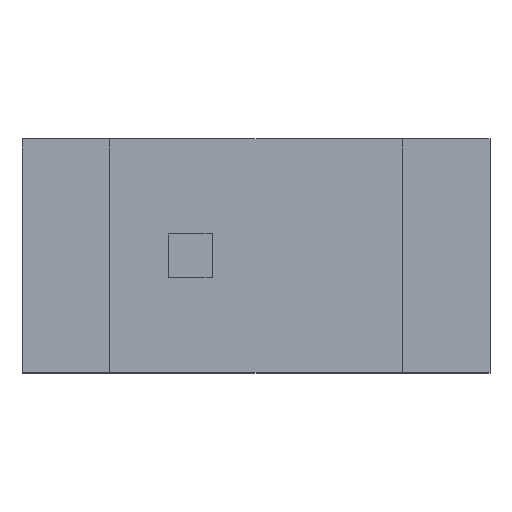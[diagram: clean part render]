
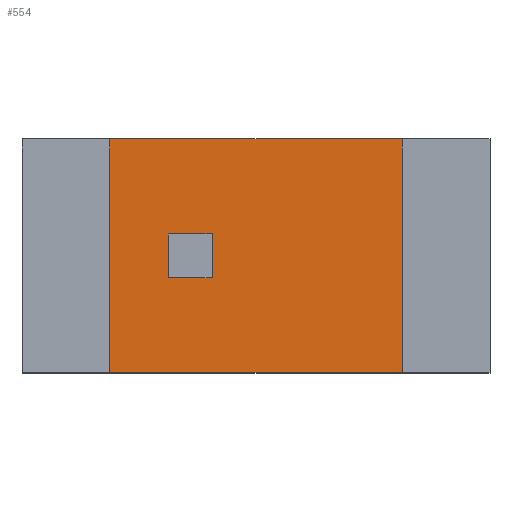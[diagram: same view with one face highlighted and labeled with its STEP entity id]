
A CAD part, top view. The second image highlights one B-rep face of the part: STEP entity #554.
In plain terms, the highlighted planar face has unit normal (0, 0, 1).
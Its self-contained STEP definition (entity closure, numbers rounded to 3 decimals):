
#50=FACE_OUTER_BOUND('',#82,.T.);
#82=EDGE_LOOP('',(#469,#470,#471,#472));
#139=LINE('',#844,#211);
#142=LINE('',#850,#214);
#145=LINE('',#856,#217);
#148=LINE('',#860,#220);
#211=VECTOR('',#692,0.8);
#214=VECTOR('',#697,1.54);
#217=VECTOR('',#702,0.8);
#220=VECTOR('',#707,1.54);
#267=VERTEX_POINT('',#841);
#268=VERTEX_POINT('',#843);
#270=VERTEX_POINT('',#849);
#272=VERTEX_POINT('',#855);
#331=EDGE_CURVE('',#268,#267,#139,.T.);
#334=EDGE_CURVE('',#270,#268,#142,.T.);
#337=EDGE_CURVE('',#272,#270,#145,.T.);
#340=EDGE_CURVE('',#267,#272,#148,.T.);
#469=ORIENTED_EDGE('',*,*,#340,.T.);
#470=ORIENTED_EDGE('',*,*,#337,.T.);
#471=ORIENTED_EDGE('',*,*,#334,.T.);
#472=ORIENTED_EDGE('',*,*,#331,.T.);
#522=PLANE('',#591);
#554=ADVANCED_FACE('',(#50),#522,.T.);
#591=AXIS2_PLACEMENT_3D('',#862,#710,#711);
#692=DIRECTION('',(0.,-1.,0.));
#697=DIRECTION('',(-1.,0.,0.));
#702=DIRECTION('',(0.,1.,0.));
#707=DIRECTION('',(1.,0.,0.));
#710=DIRECTION('center_axis',(0.,0.,1.));
#711=DIRECTION('ref_axis',(-1.,0.,0.));
#841=CARTESIAN_POINT('',(-0.77,-0.4,0.12));
#843=CARTESIAN_POINT('',(-0.77,0.4,0.12));
#844=CARTESIAN_POINT('',(-0.77,-0.4,0.12));
#849=CARTESIAN_POINT('',(0.77,0.4,0.12));
#850=CARTESIAN_POINT('',(-0.8,0.4,0.12));
#855=CARTESIAN_POINT('',(0.77,-0.4,0.12));
#856=CARTESIAN_POINT('',(0.77,0.4,0.12));
#860=CARTESIAN_POINT('',(0.8,-0.4,0.12));
#862=CARTESIAN_POINT('Origin',(0.,0.,0.12));
